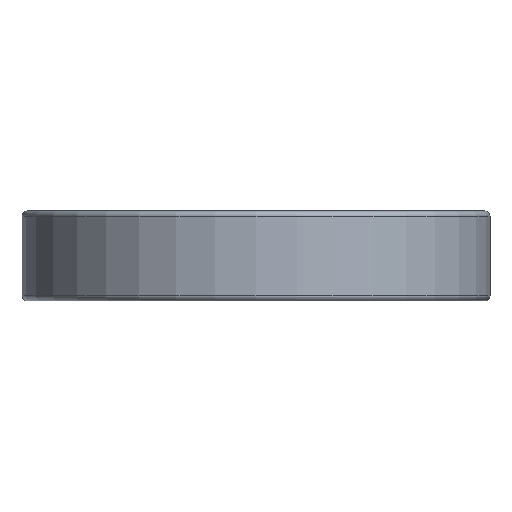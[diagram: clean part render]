
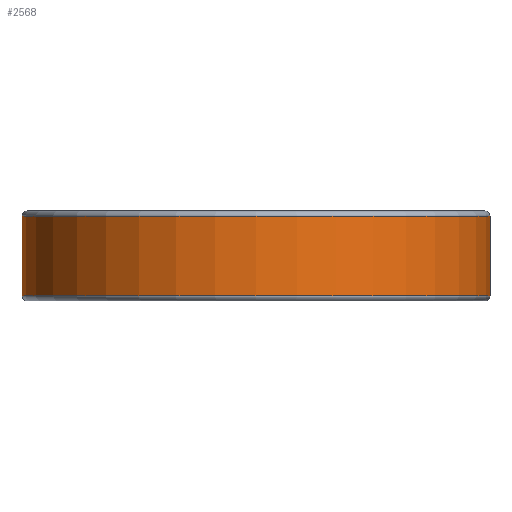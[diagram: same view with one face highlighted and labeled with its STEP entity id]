
A CAD part, front view. The second image highlights one B-rep face of the part: STEP entity #2568.
In plain terms, the highlighted cylindrical face has radius 13 mm (diameter 26 mm), a full revolution.
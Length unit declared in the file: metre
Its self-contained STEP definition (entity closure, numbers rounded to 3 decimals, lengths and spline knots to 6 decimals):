
#448=CIRCLE('',#3433,0.013);
#449=CIRCLE('',#3434,0.013);
#835=ORIENTED_EDGE('',*,*,#1476,.T.);
#836=ORIENTED_EDGE('',*,*,#1477,.T.);
#1476=EDGE_CURVE('',#1804,#1804,#448,.F.);
#1477=EDGE_CURVE('',#1805,#1805,#449,.F.);
#1804=VERTEX_POINT('',#4857);
#1805=VERTEX_POINT('',#4859);
#2203=EDGE_LOOP('',(#835));
#2204=EDGE_LOOP('',(#836));
#2375=FACE_BOUND('',#2203,.T.);
#2376=FACE_BOUND('',#2204,.T.);
#2489=CYLINDRICAL_SURFACE('',#3432,0.013);
#2568=ADVANCED_FACE('',(#2375,#2376),#2489,.T.);
#3432=AXIS2_PLACEMENT_3D('',#4855,#3902,#3903);
#3433=AXIS2_PLACEMENT_3D('',#4856,#3904,#3905);
#3434=AXIS2_PLACEMENT_3D('',#4858,#3906,#3907);
#3902=DIRECTION('',(0.,0.,1.));
#3903=DIRECTION('',(1.,0.,0.));
#3904=DIRECTION('',(0.,0.,-1.));
#3905=DIRECTION('',(-1.,0.,0.));
#3906=DIRECTION('',(0.,0.,1.));
#3907=DIRECTION('',(1.,0.,0.));
#4855=CARTESIAN_POINT('',(0.,0.,-0.000531));
#4856=CARTESIAN_POINT('',(0.,0.,-0.0022));
#4857=CARTESIAN_POINT('',(-0.013,0.,-0.0022));
#4858=CARTESIAN_POINT('',(0.,0.,0.0022));
#4859=CARTESIAN_POINT('',(0.013,0.,0.0022));
